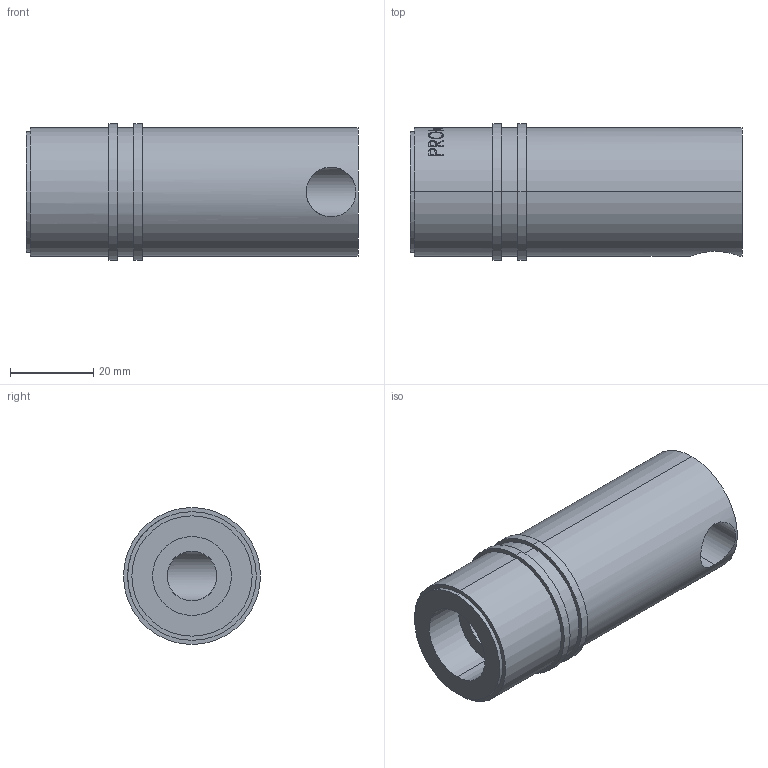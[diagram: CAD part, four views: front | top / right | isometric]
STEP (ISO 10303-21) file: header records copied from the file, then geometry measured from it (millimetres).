
FILE_DESCRIPTION (( 'STEP AP203' ), '1' );
FILE_NAME ('c0b9.STEP', '2022-08-12T12:30:28', ( '' ), ( '' ), 'SwSTEP 2.0', 'SolidWorks 2019', '' );
FILE_SCHEMA (( 'CONFIG_CONTROL_DESIGN' ));
Length unit declared in the file: millimetre
Products named in the file (1): c0b9
Bounding box: 80 x 33 x 33 mm (x, y, z)
Volume: 48948.1 mm3; surface area: 13853.6 mm2
Topology: 3 solids, 3 shells, 109 faces, 274 edges, 182 vertices
Faces by surface type: bspline 42, plane 40, cylinder 27
Entity records: 8160 total; most frequent: CARTESIAN_POINT 5787, ORIENTED_EDGE 548, DIRECTION 340, EDGE_CURVE 274, VERTEX_POINT 182, B_SPLINE_CURVE_WITH_KNOTS 138, AXIS2_PLACEMENT_3D 138, EDGE_LOOP 126
